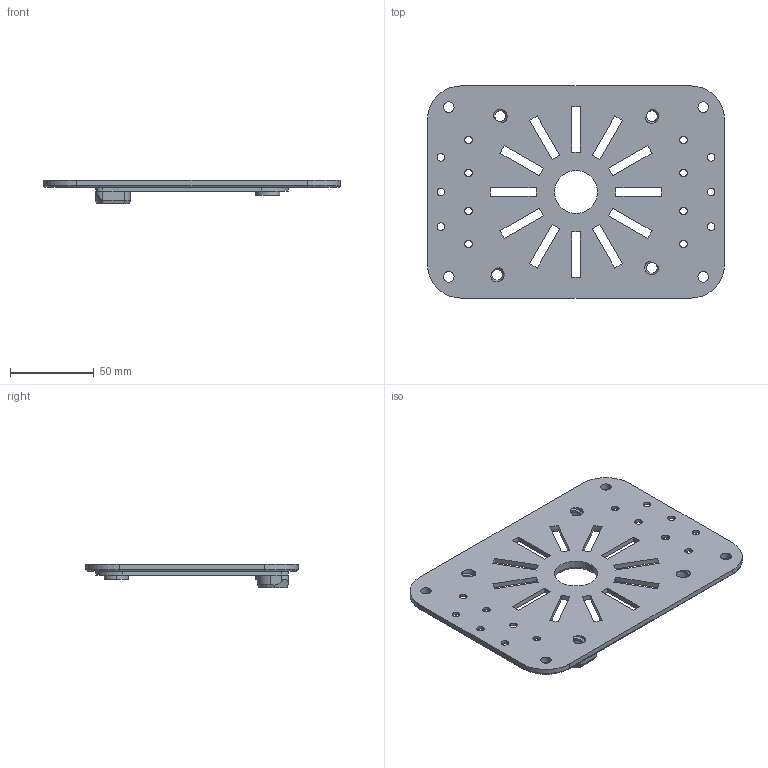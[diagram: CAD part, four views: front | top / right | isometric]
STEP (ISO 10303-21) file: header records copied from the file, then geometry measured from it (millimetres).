
FILE_DESCRIPTION (( 'STEP AP203' ), '1' );
FILE_NAME ('borrom_plate_02_1022.STEP', '2022-10-22T16:39:59', ( '' ), ( '' ), 'SwSTEP 2.0', 'SolidWorks 2017', '' );
FILE_SCHEMA (( 'CONFIG_CONTROL_DESIGN' ));
Length unit declared in the file: millimetre
Products named in the file (1): borrom_plate_02_1022
Bounding box: 177.8 x 127 x 13.85 mm (x, y, z)
Volume: 83226.1 mm3; surface area: 48948.7 mm2
Topology: 1 solids, 1 shells, 208 faces, 550 edges, 350 vertices
Faces by surface type: cylinder 80, plane 69, cone 43, bspline 12, torus 4
Entity records: 9896 total; most frequent: CARTESIAN_POINT 4571, ORIENTED_EDGE 1100, DIRECTION 1074, EDGE_CURVE 550, AXIS2_PLACEMENT_3D 390, VERTEX_POINT 350, VECTOR 294, LINE 294
